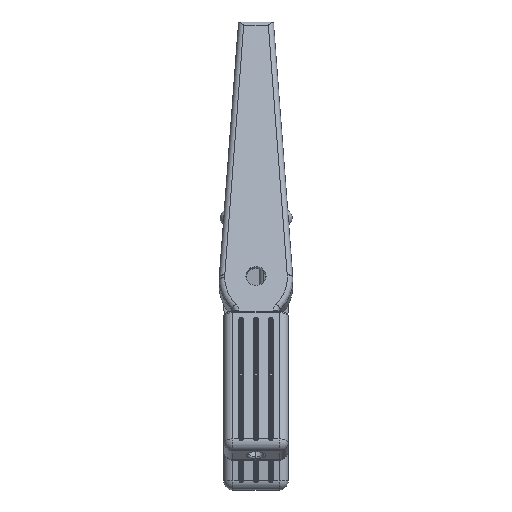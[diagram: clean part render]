
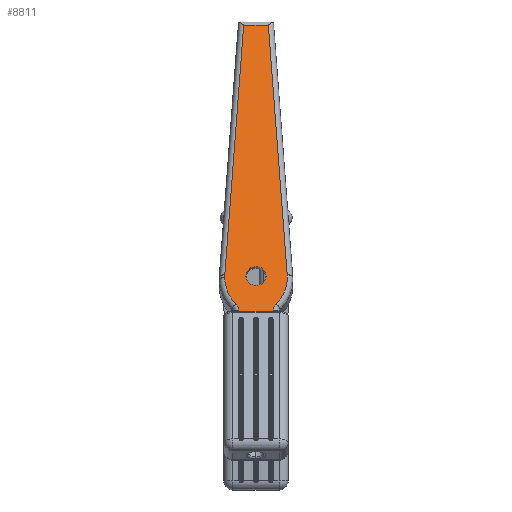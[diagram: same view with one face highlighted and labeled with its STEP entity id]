
A CAD part, top view. The second image highlights one B-rep face of the part: STEP entity #8811.
In plain terms, the highlighted face is planar.
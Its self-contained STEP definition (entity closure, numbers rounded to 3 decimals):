
#125 = CARTESIAN_POINT ( 'NONE',  ( 1.341, 43.4, 0. ) ) ;
#319 = CARTESIAN_POINT ( 'NONE',  ( 1.9, 10., 0. ) ) ;
#320 = ORIENTED_EDGE ( 'NONE', *, *, #13205, .T. ) ;
#774 = EDGE_CURVE ( 'NONE', #7702, #8123, #1134, .T. ) ;
#822 = DIRECTION ( 'NONE',  ( 0., 0., -1. ) ) ;
#1033 = VECTOR ( 'NONE', #8028, 1000. ) ;
#1134 = CIRCLE ( 'NONE', #5448, 4.522 ) ;
#1328 = ORIENTED_EDGE ( 'NONE', *, *, #2972, .T. ) ;
#1369 = CARTESIAN_POINT ( 'NONE',  ( -1.1, 14., 0. ) ) ;
#1378 = CIRCLE ( 'NONE', #13402, 1.1 ) ;
#1578 = CARTESIAN_POINT ( 'NONE',  ( -3.675, 10.047, 0. ) ) ;
#1678 = VERTEX_POINT ( 'NONE', #11594 ) ;
#1691 = CARTESIAN_POINT ( 'NONE',  ( -3., 10., 0. ) ) ;
#1722 = EDGE_CURVE ( 'NONE', #8123, #12900, #5638, .T. ) ;
#1825 = ORIENTED_EDGE ( 'NONE', *, *, #1722, .T. ) ;
#1962 = CARTESIAN_POINT ( 'NONE',  ( -3., 10., 0. ) ) ;
#2031 = CARTESIAN_POINT ( 'NONE',  ( -1.122, 13.823, 0. ) ) ;
#2241 = EDGE_CURVE ( 'NONE', #12532, #9175, #8146, .T. ) ;
#2246 = LINE ( 'NONE', #11659, #2923 ) ;
#2419 = LINE ( 'NONE', #7260, #4958 ) ;
#2629 = AXIS2_PLACEMENT_3D ( 'NONE', #5635, #13109, #6709 ) ;
#2738 = VECTOR ( 'NONE', #3953, 1000. ) ;
#2763 = DIRECTION ( 'NONE',  ( 1., 0., 0. ) ) ;
#2877 = ORIENTED_EDGE ( 'NONE', *, *, #5965, .T. ) ;
#2923 = VECTOR ( 'NONE', #5260, 1000. ) ;
#2935 = CARTESIAN_POINT ( 'NONE',  ( 0., 14., 0. ) ) ;
#2972 = EDGE_CURVE ( 'NONE', #1678, #5383, #5287, .T. ) ;
#2991 = EDGE_CURVE ( 'NONE', #7186, #7702, #2419, .T. ) ;
#3041 = DIRECTION ( 'NONE',  ( 0., 0., 1. ) ) ;
#3112 = DIRECTION ( 'NONE',  ( 1., 0., 0. ) ) ;
#3342 = VECTOR ( 'NONE', #10934, 1000. ) ;
#3724 = CARTESIAN_POINT ( 'NONE',  ( -1.9, 10., 0. ) ) ;
#3728 = CARTESIAN_POINT ( 'NONE',  ( -3.389, 14.139, 0. ) ) ;
#3776 = AXIS2_PLACEMENT_3D ( 'NONE', #10452, #4047, #11540 ) ;
#3815 = VERTEX_POINT ( 'NONE', #10740 ) ;
#3896 = LINE ( 'NONE', #6952, #1033 ) ;
#3920 = ORIENTED_EDGE ( 'NONE', *, *, #7559, .T. ) ;
#3953 = DIRECTION ( 'NONE',  ( 0., 1., 0. ) ) ;
#4020 = DIRECTION ( 'NONE',  ( -1., 0., 0. ) ) ;
#4047 = DIRECTION ( 'NONE',  ( 0., 0., -1. ) ) ;
#4220 = CARTESIAN_POINT ( 'NONE',  ( -1.9, 0., 0. ) ) ;
#4376 = AXIS2_PLACEMENT_3D ( 'NONE', #2031, #9520, #3112 ) ;
#4523 = CARTESIAN_POINT ( 'NONE',  ( 1.9, 10., 0. ) ) ;
#4958 = VECTOR ( 'NONE', #13662, 1000. ) ;
#5115 = AXIS2_PLACEMENT_3D ( 'NONE', #1691, #9177, #2763 ) ;
#5260 = DIRECTION ( 'NONE',  ( 1., 0., 0. ) ) ;
#5268 = CIRCLE ( 'NONE', #2629, 1.1 ) ;
#5287 = CIRCLE ( 'NONE', #3776, 4.522 ) ;
#5377 = EDGE_CURVE ( 'NONE', #13450, #3815, #3896, .T. ) ;
#5383 = VERTEX_POINT ( 'NONE', #3728 ) ;
#5448 = AXIS2_PLACEMENT_3D ( 'NONE', #12174, #5763, #13230 ) ;
#5594 = LINE ( 'NONE', #11433, #2738 ) ;
#5635 = CARTESIAN_POINT ( 'NONE',  ( 3., 10., 0. ) ) ;
#5638 = CIRCLE ( 'NONE', #4376, 4.522 ) ;
#5649 = ORIENTED_EDGE ( 'NONE', *, *, #9092, .T. ) ;
#5763 = DIRECTION ( 'NONE',  ( 0., 0., -1. ) ) ;
#5965 = EDGE_CURVE ( 'NONE', #13741, #1678, #6917, .T. ) ;
#6458 = CARTESIAN_POINT ( 'NONE',  ( 2.193, 10.748, 0. ) ) ;
#6709 = DIRECTION ( 'NONE',  ( 1., 0., 0. ) ) ;
#6715 = AXIS2_PLACEMENT_3D ( 'NONE', #2935, #10411, #4020 ) ;
#6917 = CIRCLE ( 'NONE', #5115, 1.1 ) ;
#6952 = CARTESIAN_POINT ( 'NONE',  ( 2.5, 0., 0. ) ) ;
#7186 = VERTEX_POINT ( 'NONE', #125 ) ;
#7219 = CARTESIAN_POINT ( 'NONE',  ( 0., 14., 0. ) ) ;
#7254 = VERTEX_POINT ( 'NONE', #319 ) ;
#7260 = CARTESIAN_POINT ( 'NONE',  ( 3.646, 10.465, 0. ) ) ;
#7423 = EDGE_LOOP ( 'NONE', ( #11684, #8360 ) ) ;
#7559 = EDGE_CURVE ( 'NONE', #7254, #3815, #11888, .T. ) ;
#7702 = VERTEX_POINT ( 'NONE', #12251 ) ;
#7888 = CARTESIAN_POINT ( 'NONE',  ( 1.1, 14., 0. ) ) ;
#8028 = DIRECTION ( 'NONE',  ( 1., 0., 0. ) ) ;
#8044 = VECTOR ( 'NONE', #13360, 1000. ) ;
#8123 = VERTEX_POINT ( 'NONE', #12208 ) ;
#8146 = CIRCLE ( 'NONE', #6715, 1.1 ) ;
#8223 = EDGE_LOOP ( 'NONE', ( #11177, #13225, #2877, #1328, #320, #11435, #8839, #12724, #1825, #5649, #3920 ) ) ;
#8312 = DIRECTION ( 'NONE',  ( -1., 0., 0. ) ) ;
#8360 = ORIENTED_EDGE ( 'NONE', *, *, #11498, .F. ) ;
#8387 = PLANE ( 'NONE',  #8636 ) ;
#8636 = AXIS2_PLACEMENT_3D ( 'NONE', #1962, #3041, #10530 ) ;
#8811 = ADVANCED_FACE ( 'NONE', ( #13621, #11474 ), #8387, .F. ) ;
#8824 = EDGE_CURVE ( 'NONE', #9642, #7186, #2246, .T. ) ;
#8839 = ORIENTED_EDGE ( 'NONE', *, *, #2991, .T. ) ;
#9092 = EDGE_CURVE ( 'NONE', #12900, #7254, #5268, .T. ) ;
#9175 = VERTEX_POINT ( 'NONE', #7888 ) ;
#9177 = DIRECTION ( 'NONE',  ( 0., 0., 1. ) ) ;
#9520 = DIRECTION ( 'NONE',  ( 0., 0., -1. ) ) ;
#9642 = VERTEX_POINT ( 'NONE', #9721 ) ;
#9721 = CARTESIAN_POINT ( 'NONE',  ( -1.341, 43.4, 0. ) ) ;
#10318 = EDGE_CURVE ( 'NONE', #13450, #13741, #5594, .T. ) ;
#10411 = DIRECTION ( 'NONE',  ( 0., 0., -1. ) ) ;
#10452 = CARTESIAN_POINT ( 'NONE',  ( 1.122, 13.823, 0. ) ) ;
#10530 = DIRECTION ( 'NONE',  ( 1., 0., 0. ) ) ;
#10740 = CARTESIAN_POINT ( 'NONE',  ( 1.9, 0., 0. ) ) ;
#10886 = LINE ( 'NONE', #1578, #8044 ) ;
#10934 = DIRECTION ( 'NONE',  ( 0., -1., 0. ) ) ;
#11177 = ORIENTED_EDGE ( 'NONE', *, *, #5377, .F. ) ;
#11433 = CARTESIAN_POINT ( 'NONE',  ( -1.9, 10., 0. ) ) ;
#11435 = ORIENTED_EDGE ( 'NONE', *, *, #8824, .T. ) ;
#11474 = FACE_OUTER_BOUND ( 'NONE', #8223, .T. ) ;
#11498 = EDGE_CURVE ( 'NONE', #9175, #12532, #1378, .T. ) ;
#11540 = DIRECTION ( 'NONE',  ( 1., 0., 0. ) ) ;
#11594 = CARTESIAN_POINT ( 'NONE',  ( -2.193, 10.748, 0. ) ) ;
#11659 = CARTESIAN_POINT ( 'NONE',  ( -3., 43.4, 0. ) ) ;
#11684 = ORIENTED_EDGE ( 'NONE', *, *, #2241, .F. ) ;
#11888 = LINE ( 'NONE', #4523, #3342 ) ;
#12174 = CARTESIAN_POINT ( 'NONE',  ( -1.122, 13.823, 0. ) ) ;
#12208 = CARTESIAN_POINT ( 'NONE',  ( 3.4, 13.823, 0. ) ) ;
#12251 = CARTESIAN_POINT ( 'NONE',  ( 3.389, 14.139, 0. ) ) ;
#12532 = VERTEX_POINT ( 'NONE', #1369 ) ;
#12724 = ORIENTED_EDGE ( 'NONE', *, *, #774, .T. ) ;
#12900 = VERTEX_POINT ( 'NONE', #6458 ) ;
#13109 = DIRECTION ( 'NONE',  ( 0., 0., 1. ) ) ;
#13205 = EDGE_CURVE ( 'NONE', #5383, #9642, #10886, .T. ) ;
#13225 = ORIENTED_EDGE ( 'NONE', *, *, #10318, .T. ) ;
#13230 = DIRECTION ( 'NONE',  ( 1., 0., 0. ) ) ;
#13360 = DIRECTION ( 'NONE',  ( 0.07, 0.998, 0. ) ) ;
#13402 = AXIS2_PLACEMENT_3D ( 'NONE', #7219, #822, #8312 ) ;
#13450 = VERTEX_POINT ( 'NONE', #4220 ) ;
#13621 = FACE_BOUND ( 'NONE', #7423, .T. ) ;
#13662 = DIRECTION ( 'NONE',  ( 0.07, -0.998, 0. ) ) ;
#13741 = VERTEX_POINT ( 'NONE', #3724 ) ;
